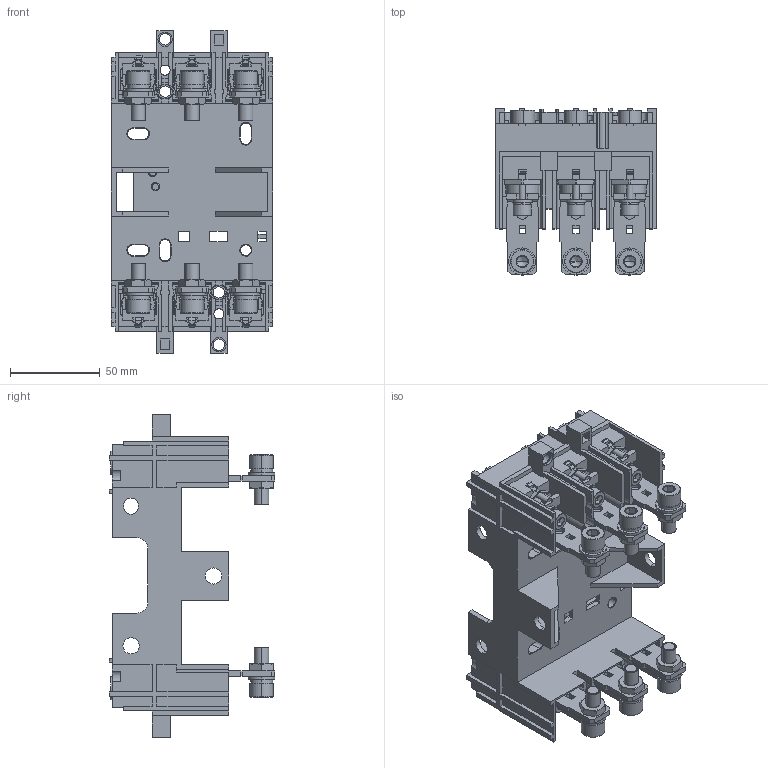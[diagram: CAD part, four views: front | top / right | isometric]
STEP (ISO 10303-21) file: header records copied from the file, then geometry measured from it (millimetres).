
FILE_DESCRIPTION((''),'2;1');
FILE_NAME('NM8-125-3P_B_ASM','2021-09-06T15:38:08',('zhxmin'),(''),'CREO PARAMETRIC BY PTC INC, 2018020','CREO PARAMETRIC BY PTC INC, 2018020','');
FILE_SCHEMA(('CONFIG_CONTROL_DESIGN','SHAPE_APPEARANCE_LAYERS_GROUPS'));
Products named in the file (80): 8-022-189_1; 8-236-076_1; ST29X10-F-GB845_SOLID_1-26459; ST29X10-F-GB845_QUILT_1-27413; ST29X10-F-GB845_SOLID_1-27527; ST29X10-F-GB845_QUILT_1-28481; 8-775-106-33539; 8-775-106-34551; 8-775-106-35563; 8-775-106-36575; 8-775-106-37587; 8-775-106-38599; 8-585-437-39611; 8-585-437-40482; 8-585-437-41353; 8-585-437-42224; 8-585-437-43095; 8-585-437-43966; GBT848-6-41209; GBT848-6-41306; GBT848-6-41403; GBT848-6-41500; GBT848-6-41597; GBT848-6-41694; GBT93-6-41791; GBT93-6-41944; GBT93-6-42097; GBT93-6-42250; GBT93-6-42403; GBT93-6-42556; GBT70_1-M6X16_SOLID_1-42709; GBT70_1-M6X16_QUILT_1-43189; GBT70_1-M6X16_SOLID_1-43297; GBT70_1-M6X16_QUILT_1-43777; GBT70_1-M6X16_SOLID_1-43885; GBT70_1-M6X16_QUILT_1-44365; GBT70_1-M6X16_SOLID_1-44473; GBT70_1-M6X16_QUILT_1-44953; GBT70_1-M6X16_SOLID_1-45061; GBT70_1-M6X16_QUILT_1-45541 ...
Assembly tree (79 placements, depth 3):
  NM8-125-3P_B_ASM
    NM8-125-3P_B_1_ASM
      8-022-189_1
      8-236-076_1
      ST29X10-F-GB845_SOLID_1-26459
      ST29X10-F-GB845_QUILT_1-27413
      ST29X10-F-GB845_SOLID_1-27527
      ST29X10-F-GB845_QUILT_1-28481
      8-775-106-33539
      8-775-106-34551
      8-775-106-35563
      8-775-106-36575
      8-775-106-37587
      8-775-106-38599
      8-585-437-39611
      8-585-437-40482
      8-585-437-41353
      8-585-437-42224
      8-585-437-43095
      8-585-437-43966
      GBT848-6-41209
      GBT848-6-41306
      GBT848-6-41403
      GBT848-6-41500
      GBT848-6-41597
      GBT848-6-41694
      GBT93-6-41791
      GBT93-6-41944
      GBT93-6-42097
      GBT93-6-42250
      GBT93-6-42403
      GBT93-6-42556
      GBT70_1-M6X16_SOLID_1-42709
      GBT70_1-M6X16_QUILT_1-43189
      GBT70_1-M6X16_SOLID_1-43297
      GBT70_1-M6X16_QUILT_1-43777
      GBT70_1-M6X16_SOLID_1-43885
      GBT70_1-M6X16_QUILT_1-44365
      GBT70_1-M6X16_SOLID_1-44473
      GBT70_1-M6X16_QUILT_1-44953
      GBT70_1-M6X16_SOLID_1-45061
      GBT70_1-M6X16_QUILT_1-45541
      GBT70_1-M6X16_SOLID_1-45649
      GBT70_1-M6X16_QUILT_1-46129
      GBT848-8-46237
      GBT848-8-46334
      GBT848-8-46431
      GBT848-8-46528
      GBT848-8-46625
      GBT848-8-46722
      GBT93-8-46819
      GBT93-8-46972
      GBT93-8-47125
      GBT93-8-47278
      GBT93-8-47431
      GBT93-8-47584
      GBT70_1-M8X20_SOLID_1-47737
      GBT70_1-M8X20_QUILT_1-48217
      GBT70_1-M8X20_SOLID_1-48325
      GBT70_1-M8X20_QUILT_1-48805
Bounding box: 90 x 92.6 x 180 mm (x, y, z)
Volume: 199992.9 mm3; surface area: 198415 mm2
Topology: 58 solids, 78 shells, 2606 faces, 7022 edges, 4592 vertices
Faces by surface type: plane 1602, cylinder 705, cone 264, torus 31, sphere 4
Entity records: 98380 total; most frequent: CARTESIAN_POINT 16719, DIRECTION 14225, ORIENTED_EDGE 13916, EDGE_CURVE 6998, AXIS2_PLACEMENT_3D 4859, VERTEX_POINT 4592, VECTOR 4507, LINE 4507
